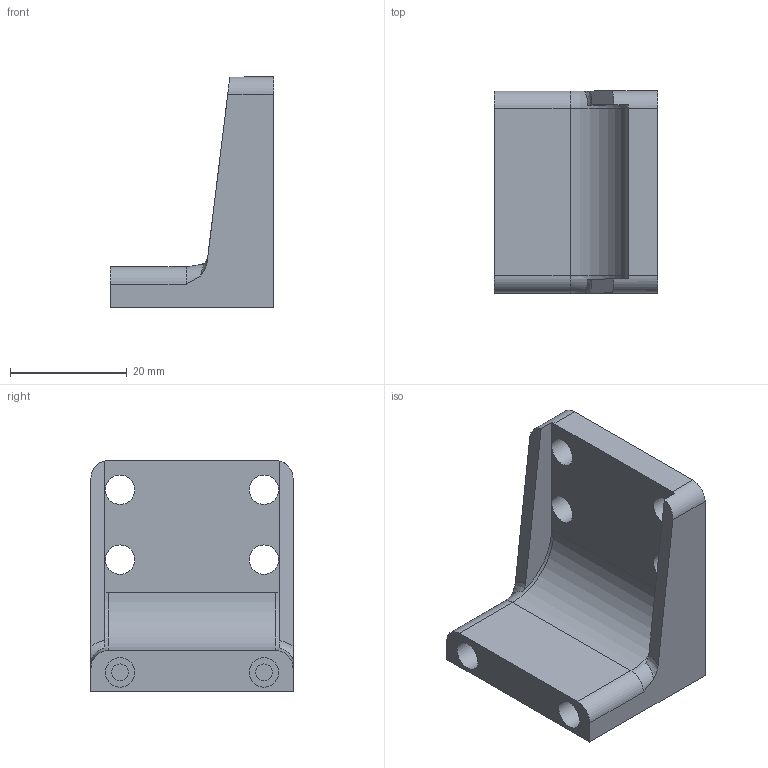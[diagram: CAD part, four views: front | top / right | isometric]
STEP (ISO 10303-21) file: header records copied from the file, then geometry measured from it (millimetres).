
FILE_DESCRIPTION(/* description */ (''),/* implementation_level */ '2;1');
FILE_NAME(/* name */ 'carriage_upper_center_plate.step',/* time_stamp */ '2021-03-31T22:04:23-04:00',/* author */ (''),/* organization */ (''),/* preprocessor_version */ 'ST-DEVELOPER v18.1',/* originating_system */ 'Autodesk Translation Framework v9.10.0.1330',/* authorisation */ '');
FILE_SCHEMA (('AUTOMOTIVE_DESIGN { 1 0 10303 214 3 1 1 }'));
Length unit declared in the file: millimetre
Products named in the file (1): carriage_upper_center_plate
Bounding box: 28 x 34.7 x 39.6 mm (x, y, z)
Volume: 12853.3 mm3; surface area: 6226.6 mm2
Topology: 1 solids, 1 shells, 42 faces, 103 edges, 68 vertices
Faces by surface type: plane 23, cylinder 15, torus 2, bspline 2
Full cylindrical faces by diameter (mm): 2.9 x2, 5.05 x6
Entity records: 1441 total; most frequent: CARTESIAN_POINT 385, DIRECTION 211, ORIENTED_EDGE 206, EDGE_CURVE 103, AXIS2_PLACEMENT_3D 77, VERTEX_POINT 68, LINE 57, VECTOR 57
